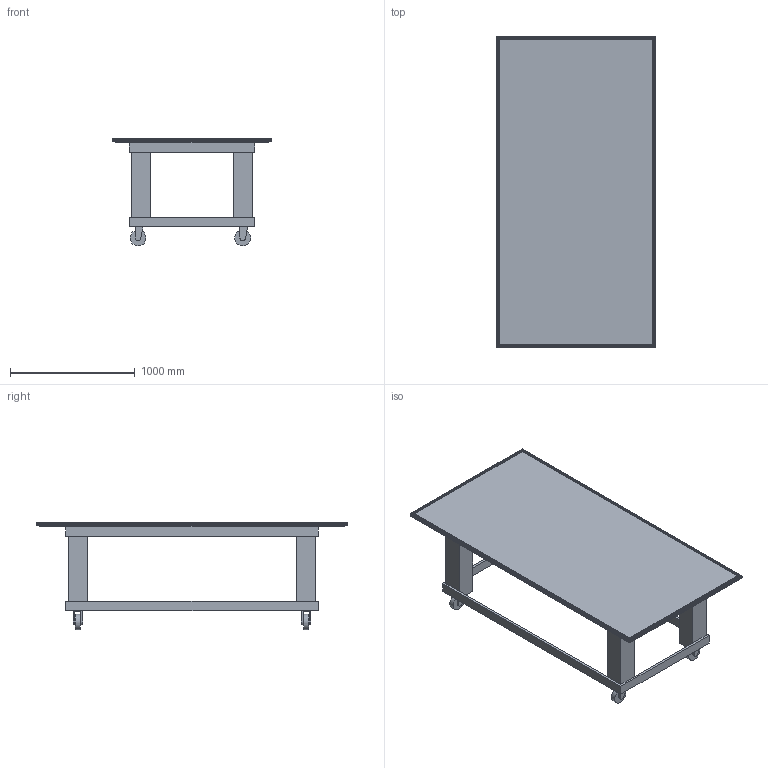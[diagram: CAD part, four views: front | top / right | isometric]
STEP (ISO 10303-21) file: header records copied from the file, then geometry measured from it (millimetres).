
FILE_DESCRIPTION(/* description */ (''),/* implementation_level */ '2;1');
FILE_NAME(/* name */ 'RBE Table Small .step',/* time_stamp */ '2018-09-09T17:39:04-04:00',/* author */ ('Xaveagle'),/* organization */ (''),/* preprocessor_version */ 'ST-DEVELOPER v17.2',/* originating_system */ 'Autodesk Translation Framework v7.6.0.251',/* authorisation */ '');
FILE_SCHEMA (('AUTOMOTIVE_DESIGN { 1 0 10303 214 3 1 1 }'));
Length unit declared in the file: inch
Products named in the file (3): RBE Table Small v2; 80/20 8'; 80/20 8' (1)
Bounding box: 1270 x 2489.2 x 863.6 mm (x, y, z)
Volume: 197775154.6 mm3; surface area: 11506097.4 mm2
Topology: 9 solids, 9 shells, 506 faces, 1424 edges, 944 vertices
Faces by surface type: plane 270, cylinder 236
Full cylindrical faces by diameter (mm): 5.207 x4, 12.7 x12, 127 x4
Entity records: 9925 total; most frequent: DIRECTION 1732, CARTESIAN_POINT 1713, ORIENTED_EDGE 1684, EDGE_CURVE 842, LINE 582, VECTOR 582, AXIS2_PLACEMENT_3D 575, VERTEX_POINT 556
